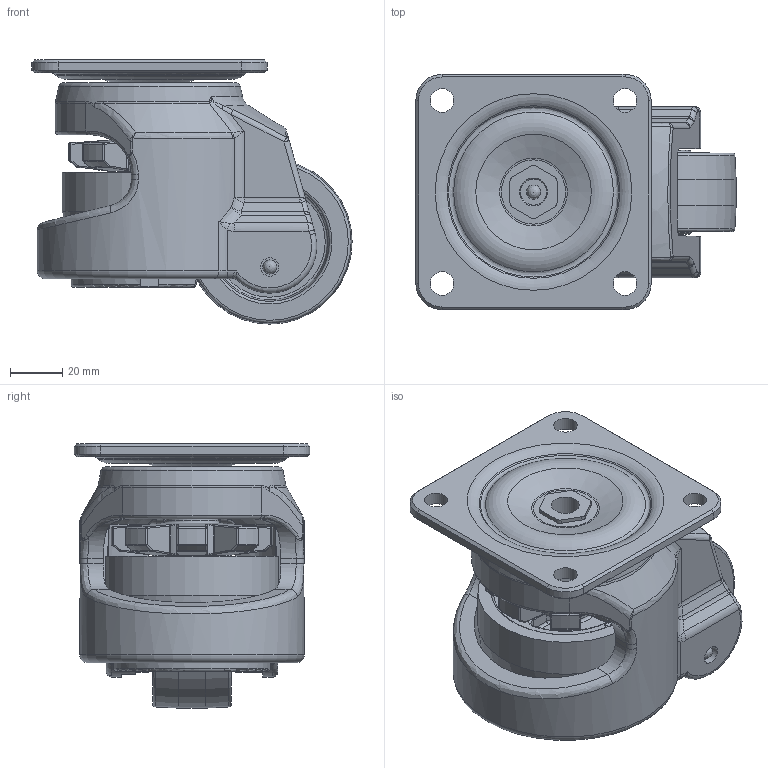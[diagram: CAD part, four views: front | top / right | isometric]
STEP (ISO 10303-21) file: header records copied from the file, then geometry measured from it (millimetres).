
FILE_DESCRIPTION((''),'2;1');
FILE_NAME('GDN-80F.stp','2010-12-27T17:05:08',('Administrator'),(''),'Autodesk Inventor 2009','Autodesk Inventor 2009','');
FILE_SCHEMA(('AUTOMOTIVE_DESIGN { 1 0 10303 214 1 1 1 1 }'));
Length unit declared in the file: millimetre
Products named in the file (1): GDN-80F
Bounding box: 122.5 x 90 x 101.1 mm (x, y, z)
Volume: 426149.8 mm3; surface area: 108015.3 mm2
Topology: 5 solids, 5 shells, 1035 faces, 2517 edges, 1472 vertices
Faces by surface type: plane 262, bspline 253, cylinder 243, cone 102, torus 99, sphere 76
Full cylindrical faces by diameter (mm): 2.6 x1, 3 x3, 7 x2, 8 x1, 8.4 x1, 9 x4, 10 x1, 10.7 x1, 12 x3, 12.1 x1, 15 x1, 19.4 x2, 20.272 x1, 25 x1, 27 x1, 30.4 x1, 39 x1, 41 x1, 63 x1
Entity records: 44581 total; most frequent: CARTESIAN_POINT 22120, ORIENTED_EDGE 4732, DIRECTION 4594, EDGE_CURVE 2366, AXIS2_PLACEMENT_3D 1943, VERTEX_POINT 1449, EDGE_LOOP 1173, CIRCLE 1076
